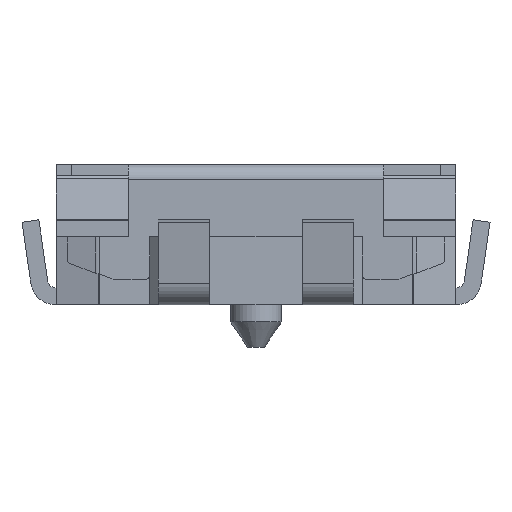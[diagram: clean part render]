
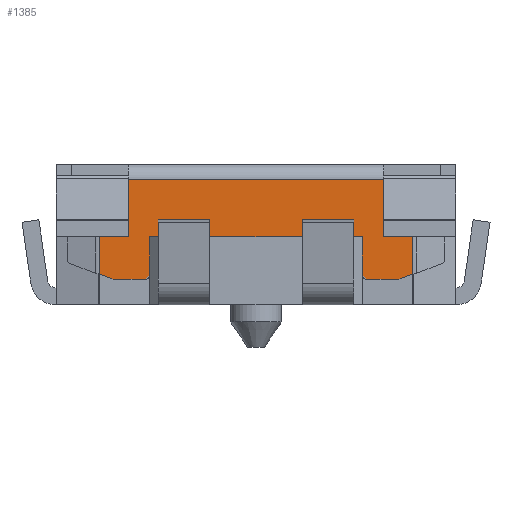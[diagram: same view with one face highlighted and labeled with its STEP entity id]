
A CAD part, left-side view. The second image highlights one B-rep face of the part: STEP entity #1385.
In plain terms, the highlighted planar face has unit normal (-1, 0, 0).
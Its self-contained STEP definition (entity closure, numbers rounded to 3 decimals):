
#1385 = ADVANCED_FACE( '', ( #2826 ), #2827, .F. );
#2826 = FACE_OUTER_BOUND( '', #3799, .T. );
#2827 = PLANE( '', #3800 );
#3799 = EDGE_LOOP( '', ( #5687, #5688, #5689, #5690, #5691, #5692, #5693, #5694, #5695, #5696, #5697, #5698, #5699, #5700, #5701, #5702, #5703, #5704 ) );
#3800 = AXIS2_PLACEMENT_3D( '', #5705, #5706, #5707 );
#5687 = ORIENTED_EDGE( '', *, *, #7689, .T. );
#5688 = ORIENTED_EDGE( '', *, *, #7690, .T. );
#5689 = ORIENTED_EDGE( '', *, *, #7691, .F. );
#5690 = ORIENTED_EDGE( '', *, *, #7625, .T. );
#5691 = ORIENTED_EDGE( '', *, *, #7692, .F. );
#5692 = ORIENTED_EDGE( '', *, *, #7693, .F. );
#5693 = ORIENTED_EDGE( '', *, *, #7669, .F. );
#5694 = ORIENTED_EDGE( '', *, *, #7694, .T. );
#5695 = ORIENTED_EDGE( '', *, *, #7695, .F. );
#5696 = ORIENTED_EDGE( '', *, *, #7593, .F. );
#5697 = ORIENTED_EDGE( '', *, *, #7696, .F. );
#5698 = ORIENTED_EDGE( '', *, *, #7697, .T. );
#5699 = ORIENTED_EDGE( '', *, *, #7698, .T. );
#5700 = ORIENTED_EDGE( '', *, *, #7699, .T. );
#5701 = ORIENTED_EDGE( '', *, *, #7700, .T. );
#5702 = ORIENTED_EDGE( '', *, *, #7701, .T. );
#5703 = ORIENTED_EDGE( '', *, *, #7702, .T. );
#5704 = ORIENTED_EDGE( '', *, *, #7703, .T. );
#5705 = CARTESIAN_POINT( '', ( -1.75, 2.35, 0.3 ) );
#5706 = DIRECTION( '', ( 1., 0., 0. ) );
#5707 = DIRECTION( '', ( 0., 0., -1. ) );
#7593 = EDGE_CURVE( '', #8805, #8801, #8807, .T. );
#7625 = EDGE_CURVE( '', #8865, #8862, #8866, .T. );
#7669 = EDGE_CURVE( '', #8929, #8931, #8932, .F. );
#7689 = EDGE_CURVE( '', #8966, #8967, #8968, .F. );
#7690 = EDGE_CURVE( '', #8967, #8969, #8970, .F. );
#7691 = EDGE_CURVE( '', #8865, #8969, #8971, .T. );
#7692 = EDGE_CURVE( '', #8972, #8862, #8973, .F. );
#7693 = EDGE_CURVE( '', #8931, #8972, #8974, .T. );
#7694 = EDGE_CURVE( '', #8929, #8975, #8976, .T. );
#7695 = EDGE_CURVE( '', #8801, #8975, #8977, .F. );
#7696 = EDGE_CURVE( '', #8978, #8805, #8979, .T. );
#7697 = EDGE_CURVE( '', #8978, #8980, #8981, .F. );
#7698 = EDGE_CURVE( '', #8980, #8982, #8983, .F. );
#7699 = EDGE_CURVE( '', #8982, #8984, #8985, .F. );
#7700 = EDGE_CURVE( '', #8984, #8986, #8987, .T. );
#7701 = EDGE_CURVE( '', #8986, #8988, #8989, .T. );
#7702 = EDGE_CURVE( '', #8988, #8990, #8991, .T. );
#7703 = EDGE_CURVE( '', #8990, #8966, #8992, .F. );
#8801 = VERTEX_POINT( '', #10007 );
#8805 = VERTEX_POINT( '', #10012 );
#8807 = LINE( '', #10017, #10018 );
#8862 = VERTEX_POINT( '', #10106 );
#8865 = VERTEX_POINT( '', #10109 );
#8866 = LINE( '', #10110, #10111 );
#8929 = VERTEX_POINT( '', #10210 );
#8931 = VERTEX_POINT( '', #10212 );
#8932 = LINE( '', #10213, #10214 );
#8966 = VERTEX_POINT( '', #10260 );
#8967 = VERTEX_POINT( '', #10261 );
#8968 = LINE( '', #10262, #10263 );
#8969 = VERTEX_POINT( '', #10264 );
#8970 = CIRCLE( '', #10265, 0.05 );
#8971 = LINE( '', #10266, #10267 );
#8972 = VERTEX_POINT( '', #10268 );
#8973 = LINE( '', #10269, #10270 );
#8974 = LINE( '', #10271, #10272 );
#8975 = VERTEX_POINT( '', #10273 );
#8976 = LINE( '', #10274, #10275 );
#8977 = LINE( '', #10276, #10277 );
#8978 = VERTEX_POINT( '', #10278 );
#8979 = LINE( '', #10279, #10280 );
#8980 = VERTEX_POINT( '', #10281 );
#8981 = CIRCLE( '', #10282, 0.05 );
#8982 = VERTEX_POINT( '', #10283 );
#8983 = LINE( '', #10284, #10285 );
#8984 = VERTEX_POINT( '', #10286 );
#8985 = CIRCLE( '', #10287, 0.05 );
#8986 = VERTEX_POINT( '', #10288 );
#8987 = LINE( '', #10289, #10290 );
#8988 = VERTEX_POINT( '', #10291 );
#8989 = LINE( '', #10292, #10293 );
#8990 = VERTEX_POINT( '', #10294 );
#8991 = LINE( '', #10295, #10296 );
#8992 = CIRCLE( '', #10297, 0.05 );
#10007 = CARTESIAN_POINT( '', ( -1.75, 1.843, 0.8 ) );
#10012 = CARTESIAN_POINT( '', ( -1.75, 1.843, 0.364 ) );
#10017 = CARTESIAN_POINT( '', ( -1.75, 1.843, 0.3 ) );
#10018 = VECTOR( '', #10970, 1000. );
#10106 = CARTESIAN_POINT( '', ( -1.75, -1.843, 0.8 ) );
#10109 = CARTESIAN_POINT( '', ( -1.75, -1.843, 0.364 ) );
#10110 = CARTESIAN_POINT( '', ( -1.75, -1.843, 0.3 ) );
#10111 = VECTOR( '', #11007, 1000. );
#10210 = CARTESIAN_POINT( '', ( -1.75, 1.5, 1.47 ) );
#10212 = CARTESIAN_POINT( '', ( -1.75, -1.5, 1.47 ) );
#10213 = CARTESIAN_POINT( '', ( -1.75, 2.35, 1.47 ) );
#10214 = VECTOR( '', #11071, 1000. );
#10260 = CARTESIAN_POINT( '', ( -1.75, -1.3, 0.3 ) );
#10261 = CARTESIAN_POINT( '', ( -1.75, -1.663, 0.3 ) );
#10262 = CARTESIAN_POINT( '', ( -1.75, 2.35, 0.3 ) );
#10263 = VECTOR( '', #11105, 1000. );
#10264 = CARTESIAN_POINT( '', ( -1.75, -1.68, 0.303 ) );
#10265 = AXIS2_PLACEMENT_3D( '', #11106, #11107, #11108 );
#10266 = CARTESIAN_POINT( '', ( -1.75, 1.861, -1.014 ) );
#10267 = VECTOR( '', #11109, 1000. );
#10268 = CARTESIAN_POINT( '', ( -1.75, -1.5, 0.8 ) );
#10269 = CARTESIAN_POINT( '', ( -1.75, -1.5, 0.8 ) );
#10270 = VECTOR( '', #11110, 1000. );
#10271 = CARTESIAN_POINT( '', ( -1.75, -1.5, 6.088 ) );
#10272 = VECTOR( '', #11111, 1000. );
#10273 = CARTESIAN_POINT( '', ( -1.75, 1.5, 0.8 ) );
#10274 = CARTESIAN_POINT( '', ( -1.75, 1.5, 6.088 ) );
#10275 = VECTOR( '', #11112, 1000. );
#10276 = CARTESIAN_POINT( '', ( -1.75, 1.843, 0.8 ) );
#10277 = VECTOR( '', #11113, 1000. );
#10278 = CARTESIAN_POINT( '', ( -1.75, 1.68, 0.303 ) );
#10279 = CARTESIAN_POINT( '', ( -1.75, 2.268, 0.522 ) );
#10280 = VECTOR( '', #11114, 1000. );
#10281 = CARTESIAN_POINT( '', ( -1.75, 1.663, 0.3 ) );
#10282 = AXIS2_PLACEMENT_3D( '', #11115, #11116, #11117 );
#10283 = CARTESIAN_POINT( '', ( -1.75, 1.3, 0.3 ) );
#10284 = CARTESIAN_POINT( '', ( -1.75, 2.35, 0.3 ) );
#10285 = VECTOR( '', #11118, 1000. );
#10286 = CARTESIAN_POINT( '', ( -1.75, 1.25, 0.35 ) );
#10287 = AXIS2_PLACEMENT_3D( '', #11119, #11120, #11121 );
#10288 = CARTESIAN_POINT( '', ( -1.75, 1.25, 0.8 ) );
#10289 = CARTESIAN_POINT( '', ( -1.75, 1.25, 0.3 ) );
#10290 = VECTOR( '', #11122, 1000. );
#10291 = CARTESIAN_POINT( '', ( -1.75, -1.25, 0.8 ) );
#10292 = CARTESIAN_POINT( '', ( -1.75, 2.35, 0.8 ) );
#10293 = VECTOR( '', #11123, 1000. );
#10294 = CARTESIAN_POINT( '', ( -1.75, -1.25, 0.35 ) );
#10295 = CARTESIAN_POINT( '', ( -1.75, -1.25, 0.3 ) );
#10296 = VECTOR( '', #11124, 1000. );
#10297 = AXIS2_PLACEMENT_3D( '', #11125, #11126, #11127 );
#10970 = DIRECTION( '', ( 0., 0., 1. ) );
#11007 = DIRECTION( '', ( 0., 0., 1. ) );
#11071 = DIRECTION( '', ( 0., 1., 0. ) );
#11105 = DIRECTION( '', ( 0., 1., 0. ) );
#11106 = CARTESIAN_POINT( '', ( -1.75, -1.663, 0.35 ) );
#11107 = DIRECTION( '', ( 1., 0., 0. ) );
#11108 = DIRECTION( '', ( 0., 0., -1. ) );
#11109 = DIRECTION( '', ( 0., 0.937, -0.349 ) );
#11110 = DIRECTION( '', ( 0., 1., 0. ) );
#11111 = DIRECTION( '', ( 0., 0., -1. ) );
#11112 = DIRECTION( '', ( 0., 0., -1. ) );
#11113 = DIRECTION( '', ( 0., 1., 0. ) );
#11114 = DIRECTION( '', ( 0., 0.937, 0.349 ) );
#11115 = CARTESIAN_POINT( '', ( -1.75, 1.663, 0.35 ) );
#11116 = DIRECTION( '', ( 1., 0., 0. ) );
#11117 = DIRECTION( '', ( 0., 0., -1. ) );
#11118 = DIRECTION( '', ( 0., 1., 0. ) );
#11119 = CARTESIAN_POINT( '', ( -1.75, 1.3, 0.35 ) );
#11120 = DIRECTION( '', ( 1., 0., 0. ) );
#11121 = DIRECTION( '', ( 0., 0., -1. ) );
#11122 = DIRECTION( '', ( 0., 0., 1. ) );
#11123 = DIRECTION( '', ( 0., -1., 0. ) );
#11124 = DIRECTION( '', ( 0., 0., -1. ) );
#11125 = CARTESIAN_POINT( '', ( -1.75, -1.3, 0.35 ) );
#11126 = DIRECTION( '', ( 1., 0., 0. ) );
#11127 = DIRECTION( '', ( 0., 0., -1. ) );
